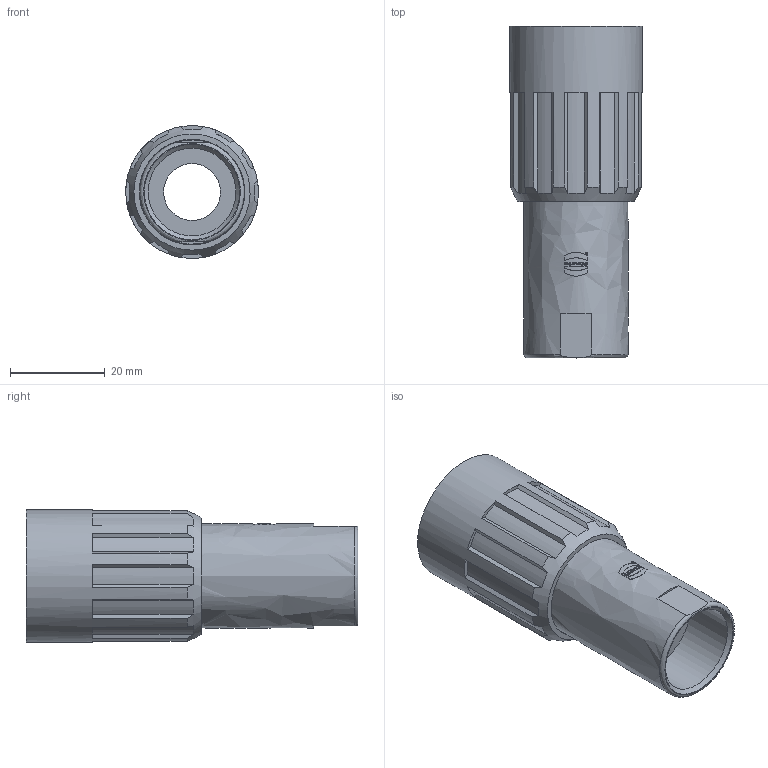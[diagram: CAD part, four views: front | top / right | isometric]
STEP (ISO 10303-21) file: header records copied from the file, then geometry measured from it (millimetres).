
FILE_DESCRIPTION(( 'HARTING HARTING HARTING HARTING HARTING HARTING HARTING HARTING HARTING', 'This Document is valid for Parts No. 09 15 000 0401'),'2;1');
FILE_NAME('MD_09150000401_R410117.stp', '2008-02-07T13:00:54',('ITIS-3'),('HARTING KGaA, D-32339 Espelkamp'), 'I-DEAS Master Series 10','HP-UNIX','Yes');
FILE_SCHEMA(('AUTOMOTIVE_DESIGN { 1 0 10303 214 1 1 1 1 }'));
Length unit declared in the file: millimetre
Products named in the file (1): R15-gg
Bounding box: 27.99 x 70 x 27.98 mm (x, y, z)
Volume: 11771.1 mm3; surface area: 14164.3 mm2
Topology: 1 solids, 1 shells, 200 faces, 513 edges, 339 vertices
Faces by surface type: bspline 200
Entity records: 6552 total; most frequent: CARTESIAN_POINT 3181, ORIENTED_EDGE 1026, EDGE_CURVE 513, OVER_RIDING_STYLED_ITEM 346, VERTEX_POINT 339, EDGE_LOOP 226, B_SPLINE_CURVE_WITH_KNOTS 209, FACE_OUTER_BOUND 200
